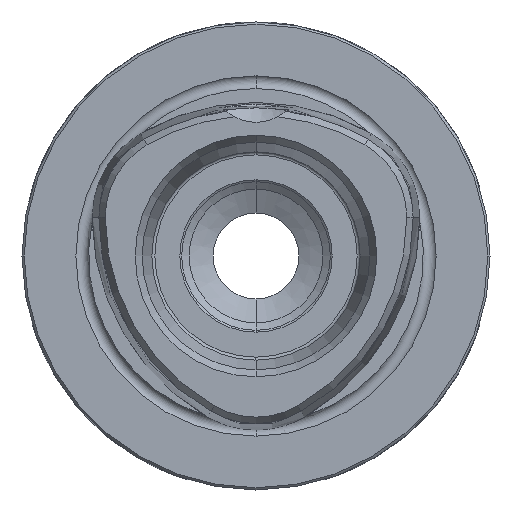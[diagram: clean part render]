
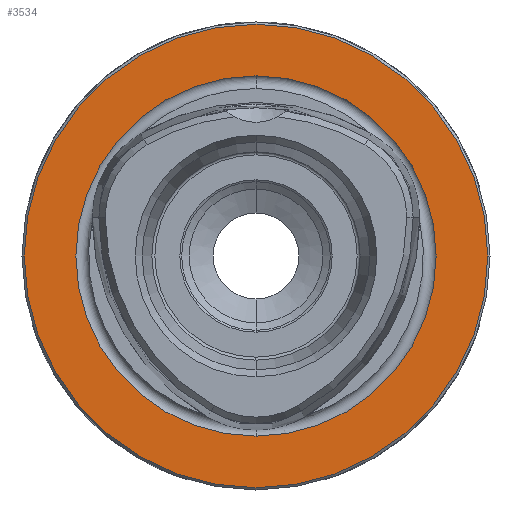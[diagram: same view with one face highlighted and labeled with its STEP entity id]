
A CAD part, front view. The second image highlights one B-rep face of the part: STEP entity #3534.
In plain terms, the highlighted planar face has unit normal (0, -1, 0).
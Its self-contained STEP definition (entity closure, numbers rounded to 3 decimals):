
#1501=CARTESIAN_POINT('',(0.,0.,
0.));
#1502=DIRECTION('',(0.,-1.,0.));
#1503=DIRECTION('',(1.,0.,0.));
#1504=AXIS2_PLACEMENT_3D('',#1501,#1502,#1503);
#1506=CARTESIAN_POINT('',(0.,0.,
0.));
#1507=DIRECTION('',(0.,-1.,0.));
#1508=DIRECTION('',(-1.,0.,0.));
#1509=AXIS2_PLACEMENT_3D('',#1506,#1507,#1508);
#1511=CARTESIAN_POINT('',(0.,0.,0.));
#1512=DIRECTION('',(0.,-1.,0.));
#1513=DIRECTION('',(0.,0.,-1.));
#1514=AXIS2_PLACEMENT_3D('',#1511,#1512,#1513);
#1516=CARTESIAN_POINT('',(0.,0.,0.));
#1517=DIRECTION('',(0.,-1.,0.));
#1518=DIRECTION('',(0.,0.,1.));
#1519=AXIS2_PLACEMENT_3D('',#1516,#1517,#1518);
#1972=CARTESIAN_POINT('',(31.2,0.,
0.));
#1973=CARTESIAN_POINT('',(-31.2,0.,0.));
#1974=VERTEX_POINT('',#1972);
#1975=VERTEX_POINT('',#1973);
#1980=CARTESIAN_POINT('',(0.,0.,-24.25));
#1981=CARTESIAN_POINT('',(0.,0.,24.25));
#1982=VERTEX_POINT('',#1980);
#1983=VERTEX_POINT('',#1981);
#3520=CARTESIAN_POINT('',(0.,0.,0.));
#3521=DIRECTION('',(0.,-1.,0.));
#3522=DIRECTION('',(-1.,0.,0.));
#3523=AXIS2_PLACEMENT_3D('',#3520,#3521,#3522);
#3524=PLANE('',#3523);
#3525=ORIENTED_EDGE('',*,*,#3510,.F.);
#3527=ORIENTED_EDGE('',*,*,#3526,.F.);
#3528=EDGE_LOOP('',(#3525,#3527));
#3529=FACE_OUTER_BOUND('',#3528,.F.);
#3530=ORIENTED_EDGE('',*,*,#2457,.T.);
#3531=ORIENTED_EDGE('',*,*,#2322,.T.);
#3532=EDGE_LOOP('',(#3530,#3531));
#3533=FACE_BOUND('',#3532,.F.);
#3534=ADVANCED_FACE('',(#3529,#3533),#3524,.T.);
#1505=CIRCLE('',#1504,31.2);
#1510=CIRCLE('',#1509,31.2);
#1515=CIRCLE('',#1514,24.25);
#1520=CIRCLE('',#1519,24.25);
#2322=EDGE_CURVE('',#1983,#1982,#1520,.T.);
#2457=EDGE_CURVE('',#1982,#1983,#1515,.T.);
#3510=EDGE_CURVE('',#1974,#1975,#1505,.T.);
#3526=EDGE_CURVE('',#1975,#1974,#1510,.T.);
